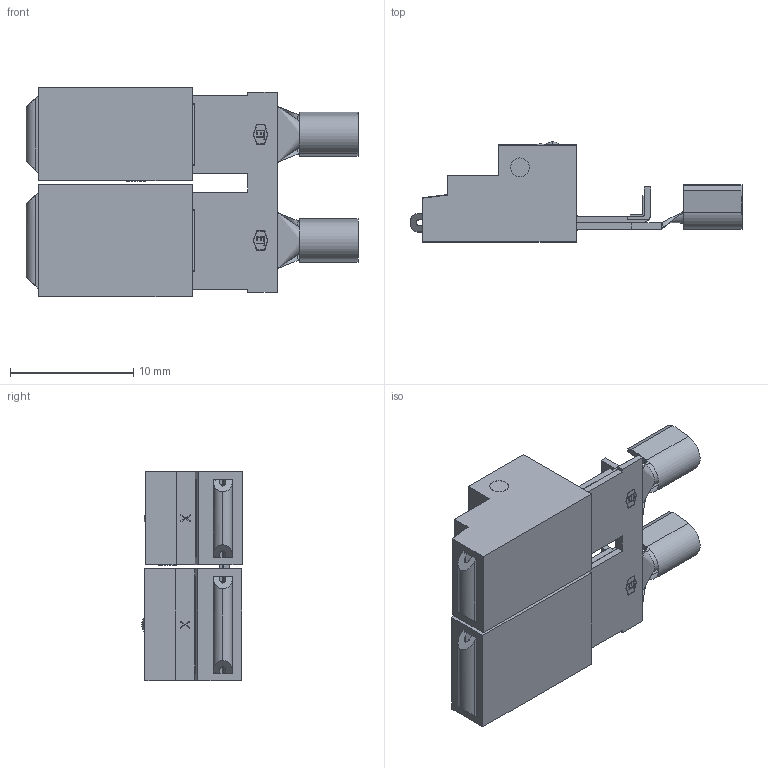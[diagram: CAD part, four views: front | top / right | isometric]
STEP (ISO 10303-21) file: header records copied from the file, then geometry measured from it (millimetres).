
FILE_DESCRIPTION (( 'STEP AP203' ), '1' );
FILE_NAME ('37010.STEP', '2015-01-29T18:13:46', ( '' ), ( '' ), 'SwSTEP 2.0', 'SolidWorks 2014', '' );
FILE_SCHEMA (( 'CONFIG_CONTROL_DESIGN' ));
Length unit declared in the file: inch
Products named in the file (4): GRPJF; BI-3; BI-4; 37010
Assembly tree (3 placements, depth 2):
  37010
    GRPJF
    BI-3
    BI-4
Bounding box: 26.97 x 8.15 x 16.99 mm (x, y, z)
Volume: 915.4 mm3; surface area: 3168.6 mm2
Topology: 3 solids, 3 shells, 468 faces, 1260 edges, 810 vertices
Faces by surface type: plane 375, cylinder 49, cone 24, bspline 16, sphere 4
Entity records: 15098 total; most frequent: CARTESIAN_POINT 3042, ORIENTED_EDGE 2520, DIRECTION 2228, EDGE_CURVE 1260, VECTOR 1092, LINE 1092, VERTEX_POINT 810, AXIS2_PLACEMENT_3D 568
